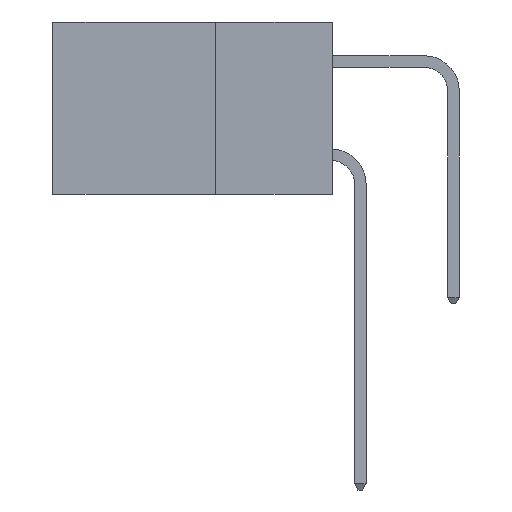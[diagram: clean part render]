
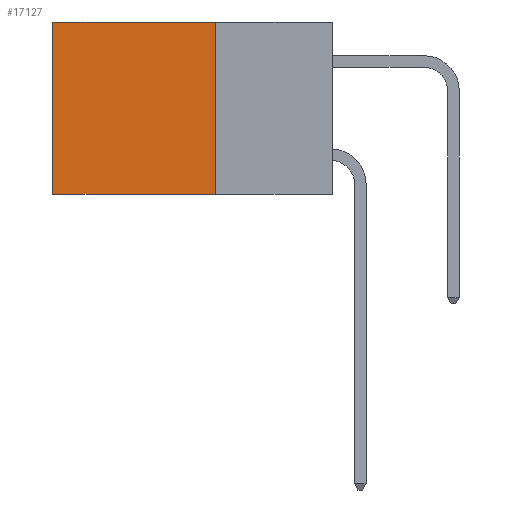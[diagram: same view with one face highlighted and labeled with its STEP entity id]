
A CAD part, left-side view. The second image highlights one B-rep face of the part: STEP entity #17127.
In plain terms, the highlighted planar face has unit normal (-1, 0, 0).
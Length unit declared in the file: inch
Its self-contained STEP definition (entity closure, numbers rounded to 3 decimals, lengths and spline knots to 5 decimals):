
#1042 = PLANE ( 'NONE',  #19437 ) ;
#2240 = CARTESIAN_POINT ( 'NONE',  ( 0.2615, 0.25, -0.37 ) ) ;
#2789 = VERTEX_POINT ( 'NONE', #18988 ) ;
#3028 = ORIENTED_EDGE ( 'NONE', *, *, #7775, .T. ) ;
#3146 = VERTEX_POINT ( 'NONE', #9222 ) ;
#4530 = VERTEX_POINT ( 'NONE', #15242 ) ;
#5006 = VECTOR ( 'NONE', #9784, 39.37008 ) ;
#5471 = LINE ( 'NONE', #2240, #9196 ) ;
#5877 = VERTEX_POINT ( 'NONE', #14975 ) ;
#6016 = LINE ( 'NONE', #11744, #13758 ) ;
#6031 = DIRECTION ( 'NONE',  ( 1., 0., 0. ) ) ;
#7146 = DIRECTION ( 'NONE',  ( 0., 0., -1. ) ) ;
#7775 = EDGE_CURVE ( 'NONE', #2789, #5877, #6016, .T. ) ;
#7776 = DIRECTION ( 'NONE',  ( 0., 1., 0. ) ) ;
#9196 = VECTOR ( 'NONE', #14840, 39.37008 ) ;
#9222 = CARTESIAN_POINT ( 'NONE',  ( 0.2615, 0.25, -0.37 ) ) ;
#9784 = DIRECTION ( 'NONE',  ( 0., 0., -1. ) ) ;
#9979 = EDGE_CURVE ( 'NONE', #4530, #3146, #13300, .T. ) ;
#10871 = EDGE_CURVE ( 'NONE', #3146, #5877, #5471, .T. ) ;
#11210 = ORIENTED_EDGE ( 'NONE', *, *, #10871, .F. ) ;
#11744 = CARTESIAN_POINT ( 'NONE',  ( 0.2615, 0.6, -0.37 ) ) ;
#12375 = LINE ( 'NONE', #15447, #16406 ) ;
#13300 = LINE ( 'NONE', #18893, #5006 ) ;
#13758 = VECTOR ( 'NONE', #7146, 39.37008 ) ;
#13759 = FACE_OUTER_BOUND ( 'NONE', #20200, .T. ) ;
#14840 = DIRECTION ( 'NONE',  ( 0., 1., 0. ) ) ;
#14975 = CARTESIAN_POINT ( 'NONE',  ( 0.2615, 0.6, -0.37 ) ) ;
#15242 = CARTESIAN_POINT ( 'NONE',  ( 0.2615, 0.25, 0. ) ) ;
#15262 = CARTESIAN_POINT ( 'NONE',  ( 0.2615, 0.25, -0.37 ) ) ;
#15447 = CARTESIAN_POINT ( 'NONE',  ( 0.2615, 0.25, 0. ) ) ;
#15899 = EDGE_CURVE ( 'NONE', #4530, #2789, #12375, .T. ) ;
#16406 = VECTOR ( 'NONE', #7776, 39.37008 ) ;
#16769 = DIRECTION ( 'NONE',  ( 0., 0., -1. ) ) ;
#17127 = ADVANCED_FACE ( 'NONE', ( #13759 ), #1042, .F. ) ;
#17376 = ORIENTED_EDGE ( 'NONE', *, *, #9979, .F. ) ;
#18893 = CARTESIAN_POINT ( 'NONE',  ( 0.2615, 0.25, -0.37 ) ) ;
#18988 = CARTESIAN_POINT ( 'NONE',  ( 0.2615, 0.6, 0. ) ) ;
#19437 = AXIS2_PLACEMENT_3D ( 'NONE', #15262, #6031, #16769 ) ;
#20029 = ORIENTED_EDGE ( 'NONE', *, *, #15899, .T. ) ;
#20200 = EDGE_LOOP ( 'NONE', ( #3028, #11210, #17376, #20029 ) ) ;
